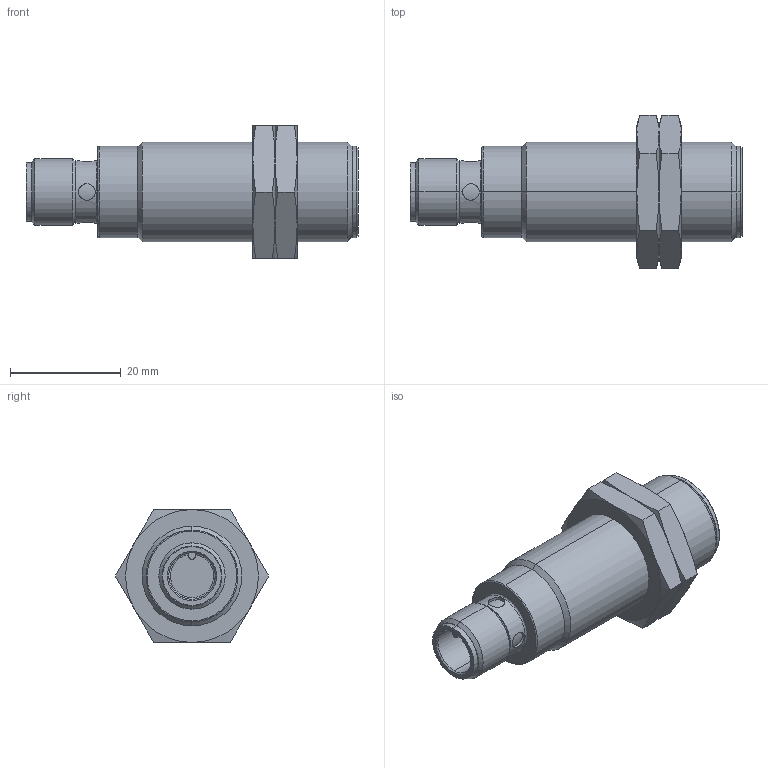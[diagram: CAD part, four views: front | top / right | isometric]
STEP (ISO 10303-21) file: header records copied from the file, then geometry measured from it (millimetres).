
FILE_DESCRIPTION (( 'STEP AP214' ), '1' );
FILE_NAME ('MAFK1-A0-1H.step', '2018-04-17T19:30:46', ( '' ), ( '' ), 'SwSTEP 2.0', 'SolidWorks 2017', '' );
FILE_SCHEMA (( 'AUTOMOTIVE_DESIGN' ));
Length unit declared in the file: inch
Products named in the file (1): MAFK1-A0-1H
Bounding box: 60 x 27.71 x 24 mm (x, y, z)
Volume: 14620.7 mm3; surface area: 5929.4 mm2
Topology: 3 solids, 3 shells, 109 faces, 233 edges, 139 vertices
Faces by surface type: cone 42, cylinder 34, plane 28, bspline 5
Entity records: 5212 total; most frequent: CARTESIAN_POINT 1473, ORIENTED_EDGE 466, DIRECTION 459, EDGE_CURVE 233, AXIS2_PLACEMENT_3D 195, VERTEX_POINT 139, EDGE_LOOP 122, LENGTH_MEASURE_WITH_UNIT 114
